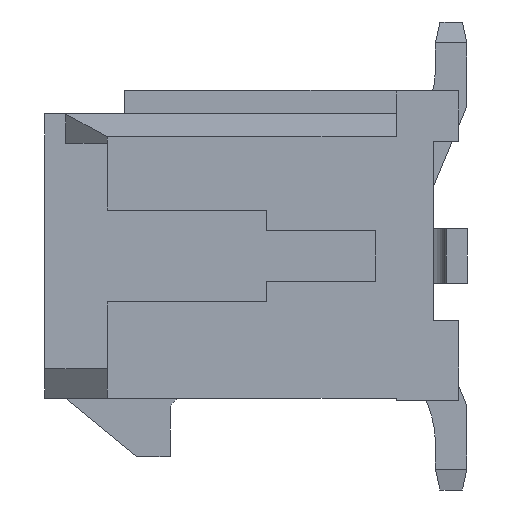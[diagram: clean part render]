
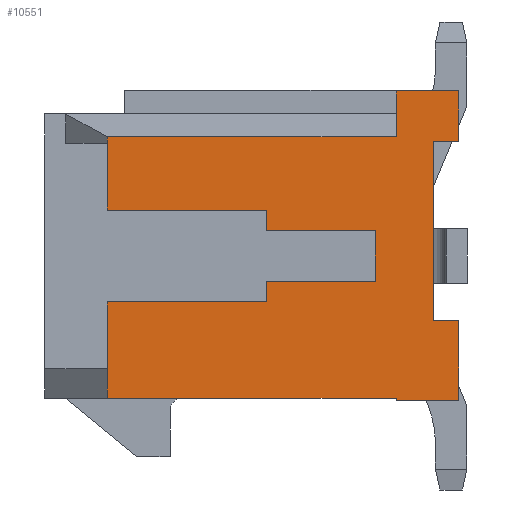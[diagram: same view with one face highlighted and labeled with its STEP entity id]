
A CAD part, left-side view. The second image highlights one B-rep face of the part: STEP entity #10551.
In plain terms, the highlighted planar face has unit normal (-1, 0, 0).
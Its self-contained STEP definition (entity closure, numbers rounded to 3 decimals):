
#1=DIRECTION('',(0.,-1.,0.));
#2=VECTOR('',#1,6.91);
#3=CARTESIAN_POINT('',(-13.825,8.41,-3.4));
#4=LINE('',#3,#2);
#41=DIRECTION('',(0.,0.,-1.));
#42=VECTOR('',#41,1.9);
#43=CARTESIAN_POINT('',(-13.825,0.,-1.55));
#44=LINE('',#43,#42);
#45=DIRECTION('',(0.,0.,1.));
#46=VECTOR('',#45,0.7);
#47=CARTESIAN_POINT('',(-13.825,8.41,-3.4));
#48=LINE('',#47,#46);
#49=DIRECTION('',(0.,0.,-1.));
#50=VECTOR('',#49,1.6);
#51=CARTESIAN_POINT('',(-13.825,8.41,-1.1));
#52=LINE('',#51,#50);
#53=DIRECTION('',(0.,-1.,0.));
#54=VECTOR('',#53,3.8);
#55=CARTESIAN_POINT('',(-13.825,8.41,-1.1));
#56=LINE('',#55,#54);
#57=DIRECTION('',(0.,0.,-1.));
#58=VECTOR('',#57,0.5);
#59=CARTESIAN_POINT('',(-13.825,4.61,-0.6));
#60=LINE('',#59,#58);
#61=DIRECTION('',(0.,1.,0.));
#62=VECTOR('',#61,2.61);
#63=CARTESIAN_POINT('',(-13.825,2.,-0.6));
#64=LINE('',#63,#62);
#65=DIRECTION('',(0.,0.,-1.));
#66=VECTOR('',#65,1.2);
#67=CARTESIAN_POINT('',(-13.825,2.,0.6));
#68=LINE('',#67,#66);
#69=DIRECTION('',(0.,-1.,0.));
#70=VECTOR('',#69,2.61);
#71=CARTESIAN_POINT('',(-13.825,4.61,0.6));
#72=LINE('',#71,#70);
#73=DIRECTION('',(0.,0.,-1.));
#74=VECTOR('',#73,0.5);
#75=CARTESIAN_POINT('',(-13.825,4.61,1.1));
#76=LINE('',#75,#74);
#77=DIRECTION('',(0.,-1.,0.));
#78=VECTOR('',#77,3.8);
#79=CARTESIAN_POINT('',(-13.825,8.41,1.1));
#80=LINE('',#79,#78);
#81=DIRECTION('',(0.,0.,-1.));
#82=VECTOR('',#81,1.6);
#83=CARTESIAN_POINT('',(-13.825,8.41,2.7));
#84=LINE('',#83,#82);
#85=DIRECTION('',(0.,0.,1.));
#86=VECTOR('',#85,0.15);
#87=CARTESIAN_POINT('',(-13.825,8.41,2.7));
#88=LINE('',#87,#86);
#89=DIRECTION('',(0.,-1.,0.));
#90=VECTOR('',#89,6.91);
#91=CARTESIAN_POINT('',(-13.825,8.41,2.85));
#92=LINE('',#91,#90);
#93=DIRECTION('',(0.,0.,-1.));
#94=VECTOR('',#93,1.2);
#95=CARTESIAN_POINT('',(-13.825,0.,3.95));
#96=LINE('',#95,#94);
#97=DIRECTION('',(0.,1.,0.));
#98=VECTOR('',#97,0.6);
#99=CARTESIAN_POINT('',(-13.825,0.,2.75));
#100=LINE('',#99,#98);
#101=DIRECTION('',(0.,-1.,0.));
#102=VECTOR('',#101,0.6);
#103=CARTESIAN_POINT('',(-13.825,0.6,-1.55));
#104=LINE('',#103,#102);
#877=DIRECTION('',(0.,0.,1.));
#878=VECTOR('',#877,4.3);
#879=CARTESIAN_POINT('',(-13.825,0.6,-1.55));
#880=LINE('',#879,#878);
#3217=DIRECTION('',(0.,1.,0.));
#3218=VECTOR('',#3217,1.5);
#3219=CARTESIAN_POINT('',(-13.825,0.,-3.45));
#3220=LINE('',#3219,#3218);
#3245=DIRECTION('',(0.,0.,-1.));
#3246=VECTOR('',#3245,0.05);
#3247=CARTESIAN_POINT('',(-13.825,1.5,-3.4));
#3248=LINE('',#3247,#3246);
#3345=DIRECTION('',(0.,-1.,0.));
#3346=VECTOR('',#3345,1.5);
#3347=CARTESIAN_POINT('',(-13.825,1.5,3.95));
#3348=LINE('',#3347,#3346);
#3729=DIRECTION('',(0.,0.,-1.));
#3730=VECTOR('',#3729,1.1);
#3731=CARTESIAN_POINT('',(-13.825,1.5,3.95));
#3732=LINE('',#3731,#3730);
#7935=CARTESIAN_POINT('',(-13.825,8.41,-3.4));
#7937=VERTEX_POINT('',#7935);
#8097=CARTESIAN_POINT('',(-13.825,0.,2.75));
#8098=CARTESIAN_POINT('',(-13.825,0.6,2.75));
#8099=VERTEX_POINT('',#8097);
#8100=VERTEX_POINT('',#8098);
#8281=CARTESIAN_POINT('',(-13.825,0.,3.95));
#8283=VERTEX_POINT('',#8281);
#8289=CARTESIAN_POINT('',(-13.825,1.5,3.95));
#8290=VERTEX_POINT('',#8289);
#8299=CARTESIAN_POINT('',(-13.825,1.5,2.85));
#8301=VERTEX_POINT('',#8299);
#8305=CARTESIAN_POINT('',(-13.825,8.41,2.85));
#8306=VERTEX_POINT('',#8305);
#8316=CARTESIAN_POINT('',(-13.825,0.,-1.55));
#8318=VERTEX_POINT('',#8316);
#8327=CARTESIAN_POINT('',(-13.825,0.6,-1.55));
#8328=VERTEX_POINT('',#8327);
#8341=CARTESIAN_POINT('',(-13.825,1.5,-3.45));
#8343=VERTEX_POINT('',#8341);
#8347=CARTESIAN_POINT('',(-13.825,0.,-3.45));
#8348=VERTEX_POINT('',#8347);
#8365=CARTESIAN_POINT('',(-13.825,1.5,-3.4));
#8366=VERTEX_POINT('',#8365);
#8545=CARTESIAN_POINT('',(-13.825,8.41,-1.1));
#8546=VERTEX_POINT('',#8545);
#8547=CARTESIAN_POINT('',(-13.825,8.41,-2.7));
#8548=VERTEX_POINT('',#8547);
#8549=CARTESIAN_POINT('',(-13.825,8.41,2.7));
#8551=VERTEX_POINT('',#8549);
#8553=CARTESIAN_POINT('',(-13.825,8.41,1.1));
#8554=VERTEX_POINT('',#8553);
#8555=CARTESIAN_POINT('',(-13.825,4.61,1.1));
#8556=VERTEX_POINT('',#8555);
#8557=CARTESIAN_POINT('',(-13.825,4.61,0.6));
#8558=VERTEX_POINT('',#8557);
#8559=CARTESIAN_POINT('',(-13.825,2.,0.6));
#8560=VERTEX_POINT('',#8559);
#8561=CARTESIAN_POINT('',(-13.825,2.,-0.6));
#8562=VERTEX_POINT('',#8561);
#8563=CARTESIAN_POINT('',(-13.825,4.61,-0.6));
#8564=VERTEX_POINT('',#8563);
#8565=CARTESIAN_POINT('',(-13.825,4.61,-1.1));
#8566=VERTEX_POINT('',#8565);
#10501=CARTESIAN_POINT('',(-13.825,9.91,-3.4));
#10502=DIRECTION('',(-1.,0.,0.));
#10503=DIRECTION('',(0.,-1.,0.));
#10504=AXIS2_PLACEMENT_3D('',#10501,#10502,#10503);
#10505=PLANE('',#10504);
#10507=ORIENTED_EDGE('',*,*,#10506,.T.);
#10509=ORIENTED_EDGE('',*,*,#10508,.T.);
#10511=ORIENTED_EDGE('',*,*,#10510,.F.);
#10512=ORIENTED_EDGE('',*,*,#10472,.F.);
#10514=ORIENTED_EDGE('',*,*,#10513,.T.);
#10516=ORIENTED_EDGE('',*,*,#10515,.F.);
#10518=ORIENTED_EDGE('',*,*,#10517,.T.);
#10520=ORIENTED_EDGE('',*,*,#10519,.F.);
#10522=ORIENTED_EDGE('',*,*,#10521,.F.);
#10524=ORIENTED_EDGE('',*,*,#10523,.F.);
#10526=ORIENTED_EDGE('',*,*,#10525,.F.);
#10528=ORIENTED_EDGE('',*,*,#10527,.F.);
#10530=ORIENTED_EDGE('',*,*,#10529,.F.);
#10532=ORIENTED_EDGE('',*,*,#10531,.F.);
#10534=ORIENTED_EDGE('',*,*,#10533,.T.);
#10536=ORIENTED_EDGE('',*,*,#10535,.T.);
#10538=ORIENTED_EDGE('',*,*,#10537,.F.);
#10540=ORIENTED_EDGE('',*,*,#10539,.T.);
#10542=ORIENTED_EDGE('',*,*,#10541,.T.);
#10544=ORIENTED_EDGE('',*,*,#10543,.T.);
#10546=ORIENTED_EDGE('',*,*,#10545,.F.);
#10548=ORIENTED_EDGE('',*,*,#10547,.T.);
#10549=EDGE_LOOP('',(#10507,#10509,#10511,#10512,#10514,#10516,#10518,#10520,
#10522,#10524,#10526,#10528,#10530,#10532,#10534,#10536,#10538,#10540,#10542,
#10544,#10546,#10548));
#10550=FACE_OUTER_BOUND('',#10549,.F.);
#10472=EDGE_CURVE('',#7937,#8366,#4,.T.);
#10506=EDGE_CURVE('',#8318,#8348,#44,.T.);
#10508=EDGE_CURVE('',#8348,#8343,#3220,.T.);
#10510=EDGE_CURVE('',#8366,#8343,#3248,.T.);
#10513=EDGE_CURVE('',#7937,#8548,#48,.T.);
#10515=EDGE_CURVE('',#8546,#8548,#52,.T.);
#10517=EDGE_CURVE('',#8546,#8566,#56,.T.);
#10519=EDGE_CURVE('',#8564,#8566,#60,.T.);
#10521=EDGE_CURVE('',#8562,#8564,#64,.T.);
#10523=EDGE_CURVE('',#8560,#8562,#68,.T.);
#10525=EDGE_CURVE('',#8558,#8560,#72,.T.);
#10527=EDGE_CURVE('',#8556,#8558,#76,.T.);
#10529=EDGE_CURVE('',#8554,#8556,#80,.T.);
#10531=EDGE_CURVE('',#8551,#8554,#84,.T.);
#10533=EDGE_CURVE('',#8551,#8306,#88,.T.);
#10535=EDGE_CURVE('',#8306,#8301,#92,.T.);
#10537=EDGE_CURVE('',#8290,#8301,#3732,.T.);
#10539=EDGE_CURVE('',#8290,#8283,#3348,.T.);
#10541=EDGE_CURVE('',#8283,#8099,#96,.T.);
#10543=EDGE_CURVE('',#8099,#8100,#100,.T.);
#10545=EDGE_CURVE('',#8328,#8100,#880,.T.);
#10547=EDGE_CURVE('',#8328,#8318,#104,.T.);
#10551=ADVANCED_FACE('',(#10550),#10505,.T.);
